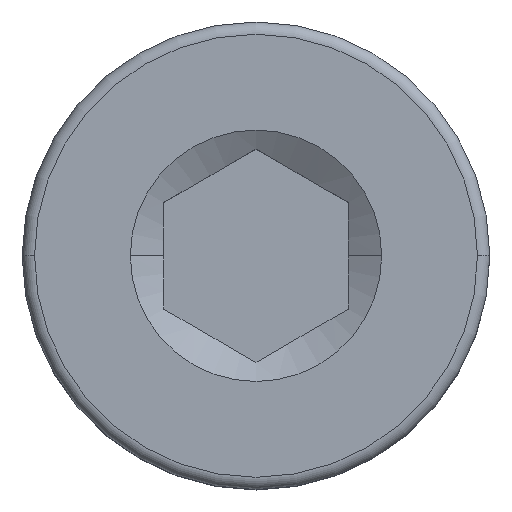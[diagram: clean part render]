
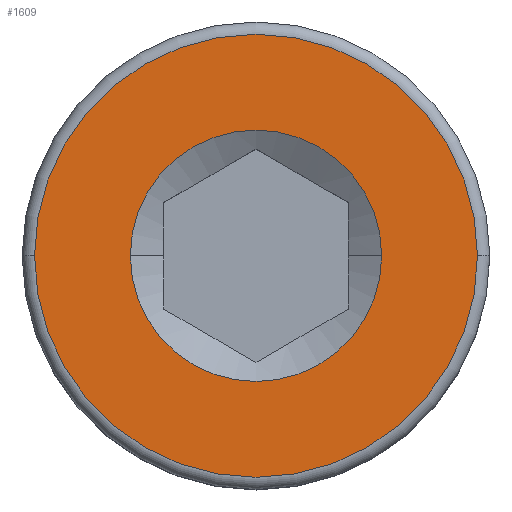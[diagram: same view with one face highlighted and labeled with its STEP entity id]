
A CAD part, top view. The second image highlights one B-rep face of the part: STEP entity #1609.
In plain terms, the highlighted planar face has unit normal (0, 0, 1).
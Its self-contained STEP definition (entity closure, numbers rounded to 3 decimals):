
#54 = EDGE_LOOP ( 'NONE', ( #3247, #1864 ) ) ;
#191 = EDGE_CURVE ( 'NONE', #1342, #2205, #3210, .T. ) ;
#230 = CIRCLE ( 'NONE', #2104, 1.022 ) ;
#275 = CIRCLE ( 'NONE', #682, 1.8 ) ;
#307 = DIRECTION ( 'NONE',  ( 0., 0., -1. ) ) ;
#372 = EDGE_LOOP ( 'NONE', ( #1140, #410 ) ) ;
#382 = CARTESIAN_POINT ( 'NONE',  ( -1.8, 0., 3.5 ) ) ;
#410 = ORIENTED_EDGE ( 'NONE', *, *, #191, .F. ) ;
#518 = FACE_OUTER_BOUND ( 'NONE', #54, .T. ) ;
#632 = PLANE ( 'NONE',  #734 ) ;
#642 = EDGE_CURVE ( 'NONE', #3132, #1812, #275, .T. ) ;
#682 = AXIS2_PLACEMENT_3D ( 'NONE', #972, #2250, #717 ) ;
#699 = AXIS2_PLACEMENT_3D ( 'NONE', #2338, #1069, #2599 ) ;
#717 = DIRECTION ( 'NONE',  ( -1., 0., 0. ) ) ;
#734 = AXIS2_PLACEMENT_3D ( 'NONE', #2145, #3142, #2924 ) ;
#972 = CARTESIAN_POINT ( 'NONE',  ( 0., 0., 3.5 ) ) ;
#1069 = DIRECTION ( 'NONE',  ( 0., 0., 1. ) ) ;
#1140 = ORIENTED_EDGE ( 'NONE', *, *, #2349, .F. ) ;
#1182 = DIRECTION ( 'NONE',  ( 0., 0., 1. ) ) ;
#1342 = VERTEX_POINT ( 'NONE', #2795 ) ;
#1609 = ADVANCED_FACE ( 'NONE', ( #2841, #518 ), #632, .T. ) ;
#1646 = AXIS2_PLACEMENT_3D ( 'NONE', #1850, #307, #2149 ) ;
#1812 = VERTEX_POINT ( 'NONE', #1949 ) ;
#1850 = CARTESIAN_POINT ( 'NONE',  ( 0., 0., 3.5 ) ) ;
#1864 = ORIENTED_EDGE ( 'NONE', *, *, #2935, .F. ) ;
#1949 = CARTESIAN_POINT ( 'NONE',  ( 1.8, 0., 3.5 ) ) ;
#1974 = CARTESIAN_POINT ( 'NONE',  ( 0., 0., 3.5 ) ) ;
#2104 = AXIS2_PLACEMENT_3D ( 'NONE', #1974, #1182, #2999 ) ;
#2145 = CARTESIAN_POINT ( 'NONE',  ( 0., 1.8, 3.5 ) ) ;
#2149 = DIRECTION ( 'NONE',  ( -1., 0., 0. ) ) ;
#2205 = VERTEX_POINT ( 'NONE', #2419 ) ;
#2250 = DIRECTION ( 'NONE',  ( 0., 0., -1. ) ) ;
#2338 = CARTESIAN_POINT ( 'NONE',  ( 0., 0., 3.5 ) ) ;
#2349 = EDGE_CURVE ( 'NONE', #2205, #1342, #230, .T. ) ;
#2419 = CARTESIAN_POINT ( 'NONE',  ( 1.022, 0., 3.5 ) ) ;
#2544 = CIRCLE ( 'NONE', #1646, 1.8 ) ;
#2599 = DIRECTION ( 'NONE',  ( 1., 0., 0. ) ) ;
#2795 = CARTESIAN_POINT ( 'NONE',  ( -1.022, 0., 3.5 ) ) ;
#2841 = FACE_BOUND ( 'NONE', #372, .T. ) ;
#2924 = DIRECTION ( 'NONE',  ( 1., 0., 0. ) ) ;
#2935 = EDGE_CURVE ( 'NONE', #1812, #3132, #2544, .T. ) ;
#2999 = DIRECTION ( 'NONE',  ( 1., 0., 0. ) ) ;
#3132 = VERTEX_POINT ( 'NONE', #382 ) ;
#3142 = DIRECTION ( 'NONE',  ( 0., 0., 1. ) ) ;
#3210 = CIRCLE ( 'NONE', #699, 1.022 ) ;
#3247 = ORIENTED_EDGE ( 'NONE', *, *, #642, .F. ) ;
